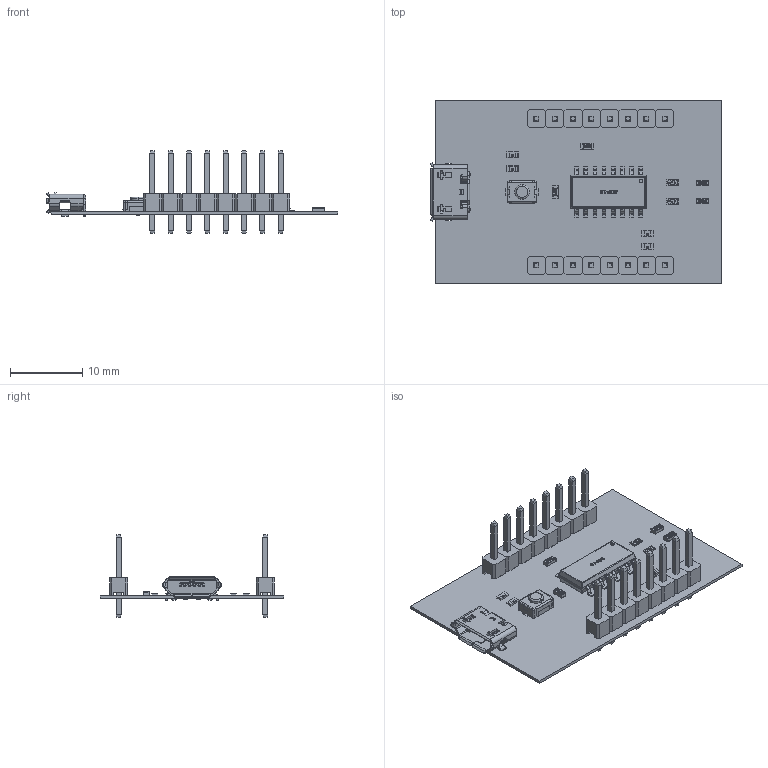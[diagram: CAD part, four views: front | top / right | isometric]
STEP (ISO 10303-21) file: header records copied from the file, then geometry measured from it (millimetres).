
FILE_DESCRIPTION(('Open CASCADE Model'),'2;1');
FILE_NAME('Open CASCADE Shape Model','2019-06-07T19:08:54',('Author'),( 'Open CASCADE'),'Open CASCADE STEP processor 6.8','Open CASCADE 6.8' ,'Unknown');
FILE_SCHEMA(('AUTOMOTIVE_DESIGN { 1 0 10303 214 1 1 1 1 }'));
Length unit declared in the file: millimetre
Products named in the file (34): PCB; Board; R1; User_Library-RES_1609-0603; D1; LED_0603-G; LOGO?; D2; LED_0603-R; J3; HDR2.54-1P; J2; J1; User_Library-Micro_USB-B_Molex_105017-0001; U1; SOP16N; 綠僅1.8_腔竘褐; SOP16-4.5_呿极; LOGO?0.25; C1; User_Library-0603_SMD_Capacitor; C2; C3; C4; R2; R3; S1; SMT_Tactile_Switch_PTS-820; R4
Assembly tree (69 placements, depth 4):
  PCB
    Board
    R1
      User_Library-RES_1609-0603
    D1
      LED_0603-G
        LOGO?
        LED_0603-G
    D2
      LED_0603-R
        LOGO?
        LED_0603-R
    J3
      HDR2.54-1P  x8
        HDR2.54-1P
        LOGO?
    J2
      HDR2.54-1P  x8
        HDR2.54-1P
        LOGO?
    J1
      User_Library-Micro_USB-B_Molex_105017-0001
    U1
      SOP16N
        綠僅1.8_腔竘褐  x16
        SOP16-4.5_呿极
        LOGO?0.25
    C1
      User_Library-0603_SMD_Capacitor
    C2
      User_Library-0603_SMD_Capacitor
    C3
      User_Library-0603_SMD_Capacitor
    C4
      User_Library-0603_SMD_Capacitor
    R2
      User_Library-RES_1609-0603
    R3
      User_Library-RES_1609-0603
    S1
      SMT_Tactile_Switch_PTS-820
    R4
      User_Library-RES_1609-0603
Bounding box: 40.36 x 25.4 x 11.5 mm (x, y, z)
Volume: 859.5 mm3; surface area: 3636 mm2
Topology: 332 solids, 332 shells, 4797 faces, 11266 edges, 7120 vertices
Faces by surface type: plane 2758, bspline 956, cylinder 885, torus 98, sphere 96, revolution 4
Full cylindrical faces by diameter (mm): 0.699 x2, 0.9 x16
Entity records: 64866 total; most frequent: CARTESIAN_POINT 20632, ORIENTED_EDGE 7876, DIRECTION 6655, EDGE_CURVE 3938, LINE 2709, VECTOR 2709, VERTEX_POINT 2548, AXIS2_PLACEMENT_3D 1971
